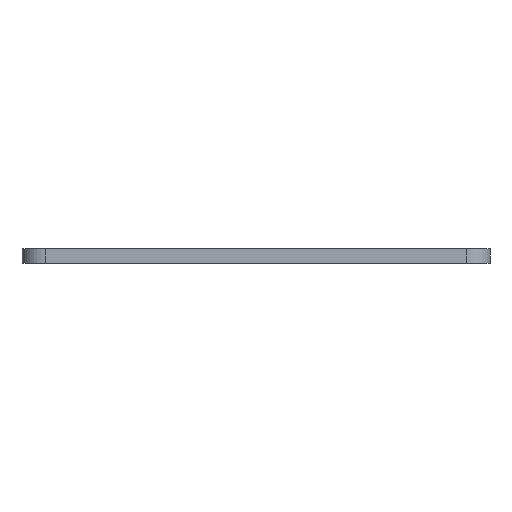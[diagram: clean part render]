
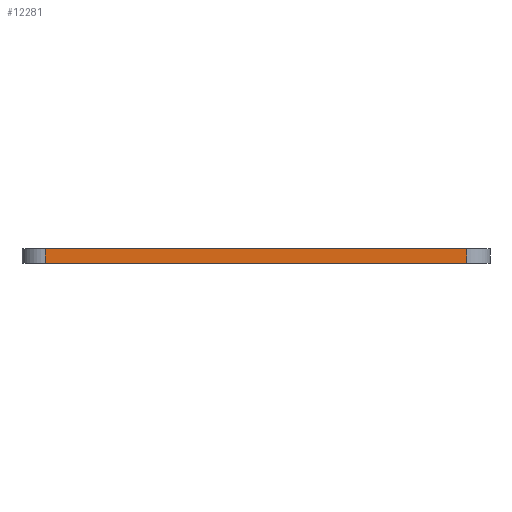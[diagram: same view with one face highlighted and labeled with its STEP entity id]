
A CAD part, front view. The second image highlights one B-rep face of the part: STEP entity #12281.
In plain terms, the highlighted planar face has unit normal (0, -1, 0).
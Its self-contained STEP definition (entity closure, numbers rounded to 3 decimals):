
#1032=PLANE('',#13823);
#1544=FACE_OUTER_BOUND('',#2058,.T.);
#2058=EDGE_LOOP('',(#9720,#9721,#9722,#9723));
#3584=LINE('',#20478,#4104);
#3585=LINE('',#20481,#4105);
#3586=LINE('',#20483,#4106);
#3587=LINE('',#20484,#4107);
#4104=VECTOR('',#17393,10.);
#4105=VECTOR('',#17396,10.);
#4106=VECTOR('',#17397,10.);
#4107=VECTOR('',#17398,10.);
#6144=VERTEX_POINT('',#20474);
#6145=VERTEX_POINT('',#20476);
#6146=VERTEX_POINT('',#20480);
#6147=VERTEX_POINT('',#20482);
#7676=EDGE_CURVE('',#6144,#6145,#3584,.T.);
#7677=EDGE_CURVE('',#6144,#6146,#3585,.T.);
#7678=EDGE_CURVE('',#6147,#6145,#3586,.T.);
#7679=EDGE_CURVE('',#6146,#6147,#3587,.T.);
#9720=ORIENTED_EDGE('',*,*,#7677,.F.);
#9721=ORIENTED_EDGE('',*,*,#7676,.T.);
#9722=ORIENTED_EDGE('',*,*,#7678,.F.);
#9723=ORIENTED_EDGE('',*,*,#7679,.F.);
#12281=ADVANCED_FACE('',(#1544),#1032,.T.);
#13823=AXIS2_PLACEMENT_3D('',#20479,#17394,#17395);
#17393=DIRECTION('',(0.,0.,1.));
#17394=DIRECTION('center_axis',(0.,-1.,0.));
#17395=DIRECTION('ref_axis',(1.,0.,0.));
#17396=DIRECTION('',(-1.,0.,0.));
#17397=DIRECTION('',(1.,0.,0.));
#17398=DIRECTION('',(0.,0.,1.));
#20474=CARTESIAN_POINT('',(48.26,0.,0.));
#20476=CARTESIAN_POINT('',(48.26,0.,1.57));
#20478=CARTESIAN_POINT('',(48.26,0.,0.));
#20479=CARTESIAN_POINT('Origin',(2.54,0.,0.));
#20480=CARTESIAN_POINT('',(2.54,0.,0.));
#20481=CARTESIAN_POINT('',(48.26,0.,0.));
#20482=CARTESIAN_POINT('',(2.54,0.,1.57));
#20483=CARTESIAN_POINT('',(48.26,0.,1.57));
#20484=CARTESIAN_POINT('',(2.54,0.,0.));
